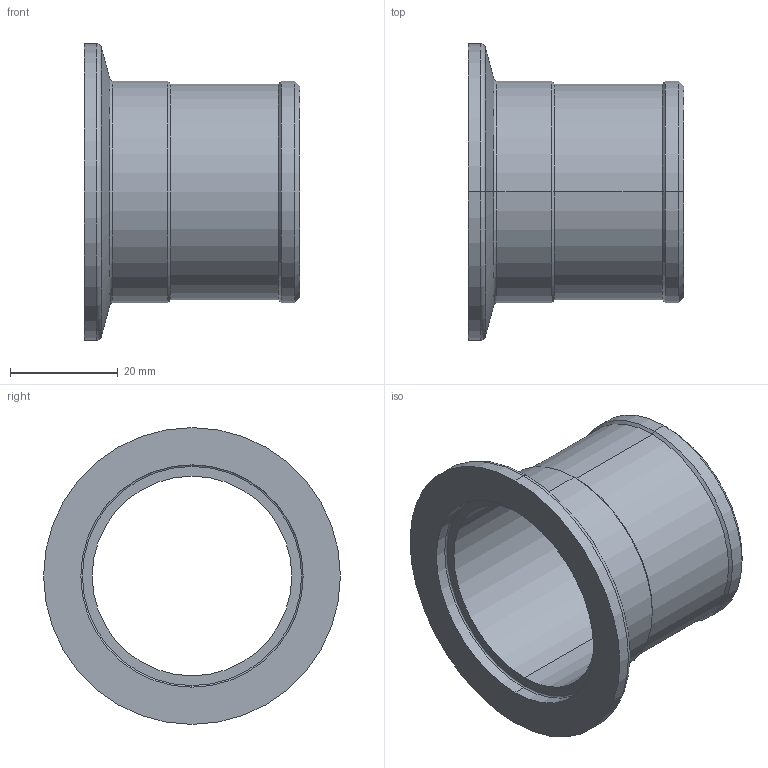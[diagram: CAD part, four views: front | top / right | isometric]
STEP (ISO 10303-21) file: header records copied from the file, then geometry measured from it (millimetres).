
FILE_DESCRIPTION (( 'STEP AP214' ), '1' );
FILE_NAME ('PF146048.step', '2017-07-10T13:09:20', ( 'install' ), ( '' ), 'SwSTEP 2.0', 'SolidWorks 2015', '' );
FILE_SCHEMA (( 'AUTOMOTIVE_DESIGN' ));
Length unit declared in the file: millimetre
Products named in the file (1): PF146048
Bounding box: 40 x 55 x 55 mm (x, y, z)
Volume: 11886.1 mm3; surface area: 12201.8 mm2
Topology: 1 solids, 1 shells, 29 faces, 58 edges, 32 vertices
Faces by surface type: cylinder 12, cone 8, torus 6, plane 3
Entity records: 788 total; most frequent: DIRECTION 156, CARTESIAN_POINT 120, ORIENTED_EDGE 116, AXIS2_PLACEMENT_3D 68, EDGE_CURVE 58, CIRCLE 38, EDGE_LOOP 32, VERTEX_POINT 32
